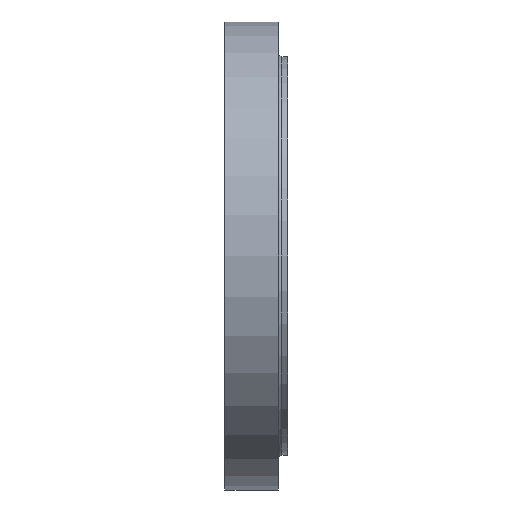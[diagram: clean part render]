
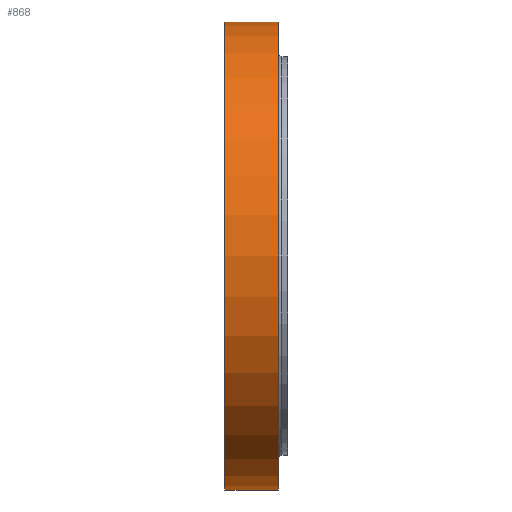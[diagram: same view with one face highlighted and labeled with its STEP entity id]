
A CAD part, front view. The second image highlights one B-rep face of the part: STEP entity #868.
In plain terms, the highlighted cylindrical face has radius 644.525 mm (diameter 1289.05 mm), a partial arc.
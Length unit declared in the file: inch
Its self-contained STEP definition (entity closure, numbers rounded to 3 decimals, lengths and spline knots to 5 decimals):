
#7 = DIRECTION ( 'NONE',  ( -1., 0., 0. ) ) ;
#10 = CIRCLE ( 'NONE', #1403, 25.375 ) ;
#44 = EDGE_CURVE ( 'NONE', #441, #1028, #10, .T. ) ;
#107 = CARTESIAN_POINT ( 'NONE',  ( 0., 0., 0. ) ) ;
#285 = CARTESIAN_POINT ( 'NONE',  ( 0., 0., -25.375 ) ) ;
#313 = VECTOR ( 'NONE', #7, 39.37008 ) ;
#432 = LINE ( 'NONE', #285, #1597 ) ;
#441 = VERTEX_POINT ( 'NONE', #1236 ) ;
#509 = CARTESIAN_POINT ( 'NONE',  ( 5.73086, 0., -25.375 ) ) ;
#527 = EDGE_CURVE ( 'NONE', #1167, #2545, #2802, .T. ) ;
#597 = DIRECTION ( 'NONE',  ( 0., 0., 1. ) ) ;
#606 = EDGE_CURVE ( 'NONE', #2545, #1028, #2404, .T. ) ;
#773 = CARTESIAN_POINT ( 'NONE',  ( 5.73086, 0., 0. ) ) ;
#868 = ADVANCED_FACE ( 'NONE', ( #958 ), #1802, .T. ) ;
#953 = CARTESIAN_POINT ( 'NONE',  ( -0.08164, 0., 0. ) ) ;
#958 = FACE_OUTER_BOUND ( 'NONE', #962, .T. ) ;
#962 = EDGE_LOOP ( 'NONE', ( #2229, #1586, #1019, #2709 ) ) ;
#980 = DIRECTION ( 'NONE',  ( -1., 0., 0. ) ) ;
#1019 = ORIENTED_EDGE ( 'NONE', *, *, #606, .T. ) ;
#1028 = VERTEX_POINT ( 'NONE', #2035 ) ;
#1167 = VERTEX_POINT ( 'NONE', #509 ) ;
#1185 = DIRECTION ( 'NONE',  ( 0., 0., 1. ) ) ;
#1236 = CARTESIAN_POINT ( 'NONE',  ( -0.08164, 0., -25.375 ) ) ;
#1318 = DIRECTION ( 'NONE',  ( -1., 0., 0. ) ) ;
#1403 = AXIS2_PLACEMENT_3D ( 'NONE', #953, #980, #1185 ) ;
#1586 = ORIENTED_EDGE ( 'NONE', *, *, #527, .T. ) ;
#1597 = VECTOR ( 'NONE', #1318, 39.37008 ) ;
#1660 = EDGE_CURVE ( 'NONE', #1167, #441, #432, .T. ) ;
#1719 = AXIS2_PLACEMENT_3D ( 'NONE', #107, #2287, #2245 ) ;
#1721 = CARTESIAN_POINT ( 'NONE',  ( 0., 0., 25.375 ) ) ;
#1802 = CYLINDRICAL_SURFACE ( 'NONE', #1719, 25.375 ) ;
#2035 = CARTESIAN_POINT ( 'NONE',  ( -0.08164, 0., 25.375 ) ) ;
#2224 = AXIS2_PLACEMENT_3D ( 'NONE', #773, #2547, #597 ) ;
#2229 = ORIENTED_EDGE ( 'NONE', *, *, #1660, .F. ) ;
#2245 = DIRECTION ( 'NONE',  ( 0., 0., 1. ) ) ;
#2287 = DIRECTION ( 'NONE',  ( -1., 0., 0. ) ) ;
#2404 = LINE ( 'NONE', #1721, #313 ) ;
#2545 = VERTEX_POINT ( 'NONE', #2743 ) ;
#2547 = DIRECTION ( 'NONE',  ( -1., 0., 0. ) ) ;
#2709 = ORIENTED_EDGE ( 'NONE', *, *, #44, .F. ) ;
#2743 = CARTESIAN_POINT ( 'NONE',  ( 5.73086, 0., 25.375 ) ) ;
#2802 = CIRCLE ( 'NONE', #2224, 25.375 ) ;
